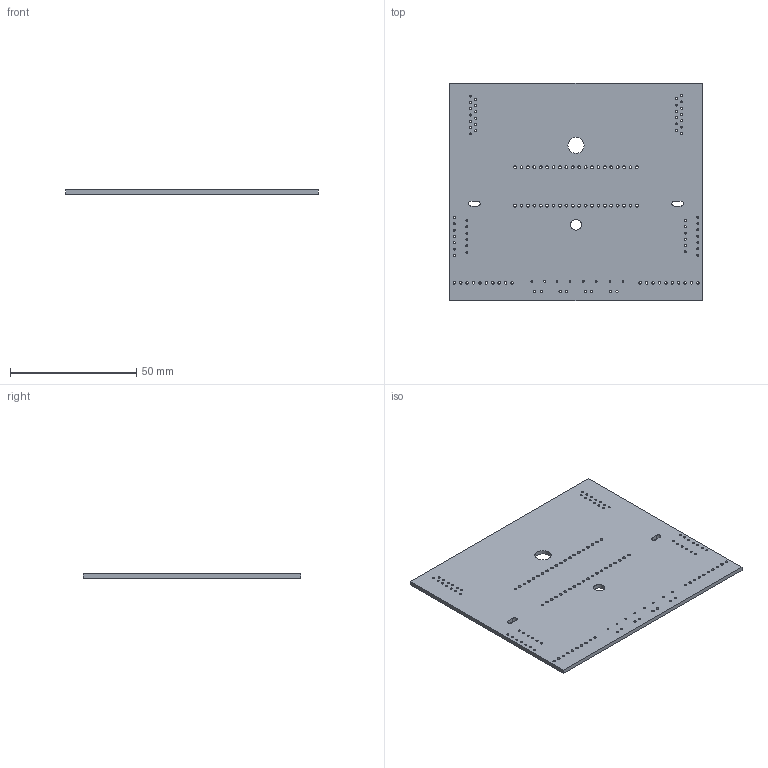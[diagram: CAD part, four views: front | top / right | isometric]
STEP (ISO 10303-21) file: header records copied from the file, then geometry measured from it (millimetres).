
FILE_DESCRIPTION(('FreeCAD Model'),'2;1');
FILE_NAME('boardModel.step','2019-02-22T18:47:41',('Author'),(''), 'Open CASCADE STEP processor 7.2','FreeCAD','Unknown');
FILE_SCHEMA(('AUTOMOTIVE_DESIGN { 1 0 10303 214 1 1 1 1 }'));
Length unit declared in the file: millimetre
Products named in the file (6): kicad_port; Board_Geoms; Pcb; PCB_Sketch; Step_Models; Top
Assembly tree (5 placements, depth 3):
  kicad_port
    Board_Geoms
      Pcb
      PCB_Sketch
    Step_Models
      Top
Bounding box: 100 x 86 x 1.6 mm (x, y, z)
Volume: 13517.8 mm3; surface area: 18178.1 mm2
Topology: 1 solids, 1 shells, 148 faces, 442 edges, 300 vertices
Faces by surface type: cylinder 138, plane 10
Full cylindrical faces by diameter (mm): 0.7 x8, 0.8 x52, 0.9 x8, 1 x20, 1.1 x40, 4.3 x1, 6.4 x1
Entity records: 5797 total; most frequent: DIRECTION 1026, CARTESIAN_POINT 896, ORIENTED_EDGE 876, EDGE_CURVE 438, AXIS2_PLACEMENT_3D 430, FACE_BOUND 412, EDGE_LOOP 412, VERTEX_POINT 292
